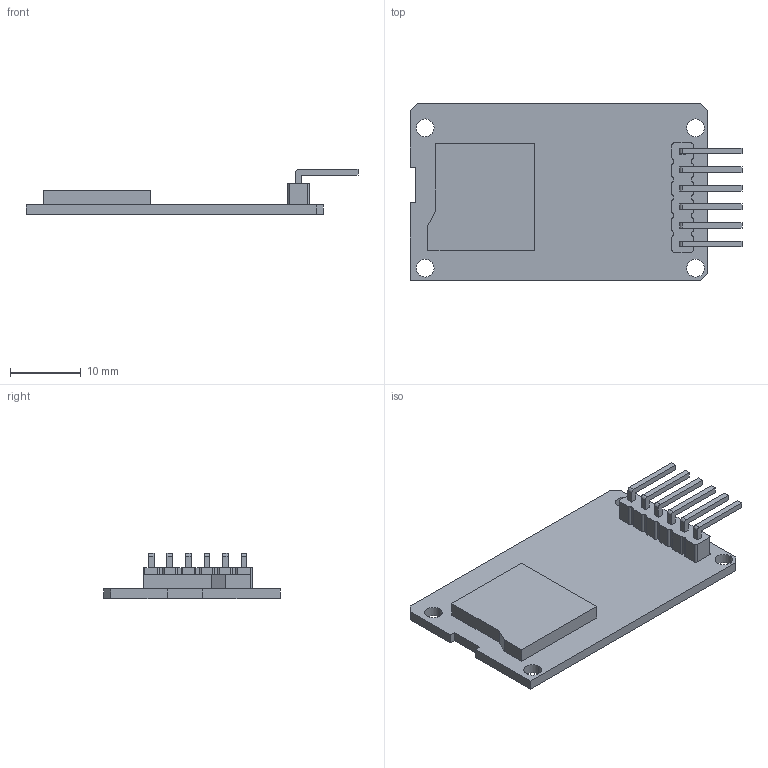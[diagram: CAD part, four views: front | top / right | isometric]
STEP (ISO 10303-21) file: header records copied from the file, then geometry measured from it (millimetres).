
FILE_DESCRIPTION (( 'STEP AP203' ), '1' );
FILE_NAME ('sdreader.STEP', '2017-09-24T17:32:33', ( '' ), ( '' ), 'SwSTEP 2.0', 'SolidWorks 2016', '' );
FILE_SCHEMA (( 'CONFIG_CONTROL_DESIGN' ));
Length unit declared in the file: millimetre
Products named in the file (1): sdreader
Bounding box: 46.9 x 25 x 6.4 mm (x, y, z)
Volume: 2036.1 mm3; surface area: 2708.1 mm2
Topology: 1 solids, 1 shells, 125 faces, 345 edges, 230 vertices
Faces by surface type: plane 87, cylinder 38
Entity records: 4068 total; most frequent: CARTESIAN_POINT 701, ORIENTED_EDGE 690, DIRECTION 673, EDGE_CURVE 345, VECTOR 269, LINE 269, VERTEX_POINT 230, AXIS2_PLACEMENT_3D 202
